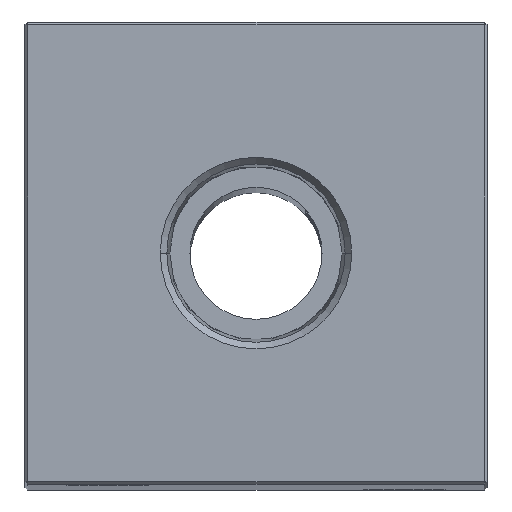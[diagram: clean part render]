
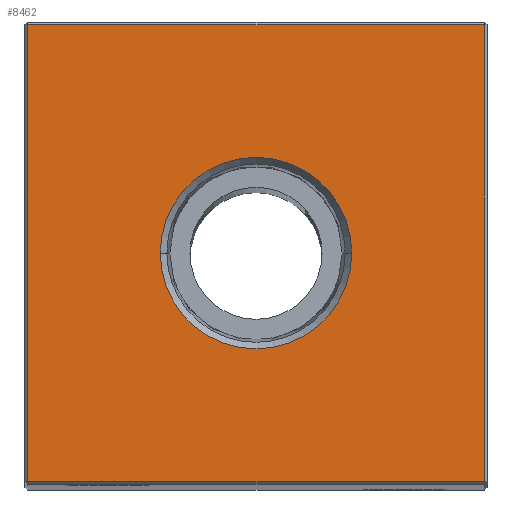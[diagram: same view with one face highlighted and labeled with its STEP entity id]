
A CAD part, top view. The second image highlights one B-rep face of the part: STEP entity #8462.
In plain terms, the highlighted planar face has unit normal (0, 0, 1).
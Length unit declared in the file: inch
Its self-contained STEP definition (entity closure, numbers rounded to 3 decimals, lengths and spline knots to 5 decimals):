
#114 = EDGE_CURVE ( 'NONE', #7058, #29496, #30923, .T. ) ;
#847 = CARTESIAN_POINT ( 'NONE',  ( 0.865, 0.865, 12.5 ) ) ;
#890 = CARTESIAN_POINT ( 'NONE',  ( -0.3626, 0., 12.5 ) ) ;
#1016 = CIRCLE ( 'NONE', #19107, 0.3626 ) ;
#1136 = DIRECTION ( 'NONE',  ( 1., 0., 0. ) ) ;
#2787 = LINE ( 'NONE', #12780, #28601 ) ;
#3378 = PLANE ( 'NONE',  #6397 ) ;
#4623 = VERTEX_POINT ( 'NONE', #18819 ) ;
#5028 = CARTESIAN_POINT ( 'NONE',  ( 0., -0.865, 12.5 ) ) ;
#5255 = VECTOR ( 'NONE', #18671, 39.37008 ) ;
#6156 = CARTESIAN_POINT ( 'NONE',  ( 0., 0., 12.5 ) ) ;
#6397 = AXIS2_PLACEMENT_3D ( 'NONE', #6156, #16082, #25884 ) ;
#6469 = EDGE_CURVE ( 'NONE', #29496, #12338, #2787, .T. ) ;
#6584 = CIRCLE ( 'NONE', #24665, 0.3626 ) ;
#6636 = EDGE_CURVE ( 'NONE', #12338, #4623, #27191, .T. ) ;
#6723 = DIRECTION ( 'NONE',  ( 0., 1., 0. ) ) ;
#7058 = VERTEX_POINT ( 'NONE', #847 ) ;
#7610 = EDGE_LOOP ( 'NONE', ( #10016, #19796, #19218, #21328 ) ) ;
#8017 = EDGE_CURVE ( 'NONE', #4623, #7058, #19008, .T. ) ;
#8462 = ADVANCED_FACE ( 'NONE', ( #15774, #25551 ), #3378, .F. ) ;
#8572 = VECTOR ( 'NONE', #15010, 39.37008 ) ;
#8844 = CARTESIAN_POINT ( 'NONE',  ( 0., 0.865, 12.5 ) ) ;
#8944 = CARTESIAN_POINT ( 'NONE',  ( 0.3626, 0., 12.5 ) ) ;
#9554 = DIRECTION ( 'NONE',  ( 1., 0., 0. ) ) ;
#10016 = ORIENTED_EDGE ( 'NONE', *, *, #6469, .T. ) ;
#11461 = EDGE_CURVE ( 'NONE', #21571, #26436, #6584, .T. ) ;
#12338 = VERTEX_POINT ( 'NONE', #31877 ) ;
#12409 = EDGE_LOOP ( 'NONE', ( #31330, #31600 ) ) ;
#12653 = EDGE_CURVE ( 'NONE', #26436, #21571, #1016, .T. ) ;
#12780 = CARTESIAN_POINT ( 'NONE',  ( -0.865, 0., 12.5 ) ) ;
#13551 = CARTESIAN_POINT ( 'NONE',  ( 0., 0., 12.5 ) ) ;
#15010 = DIRECTION ( 'NONE',  ( 1., 0., 0. ) ) ;
#15774 = FACE_OUTER_BOUND ( 'NONE', #7610, .T. ) ;
#16082 = DIRECTION ( 'NONE',  ( 0., 0., -1. ) ) ;
#18671 = DIRECTION ( 'NONE',  ( -1., 0., 0. ) ) ;
#18819 = CARTESIAN_POINT ( 'NONE',  ( 0.865, -0.865, 12.5 ) ) ;
#19008 = LINE ( 'NONE', #28830, #25209 ) ;
#19107 = AXIS2_PLACEMENT_3D ( 'NONE', #13551, #23256, #1136 ) ;
#19218 = ORIENTED_EDGE ( 'NONE', *, *, #8017, .T. ) ;
#19796 = ORIENTED_EDGE ( 'NONE', *, *, #6636, .T. ) ;
#21328 = ORIENTED_EDGE ( 'NONE', *, *, #114, .T. ) ;
#21571 = VERTEX_POINT ( 'NONE', #8944 ) ;
#21781 = CARTESIAN_POINT ( 'NONE',  ( 0., 0., 12.5 ) ) ;
#22509 = DIRECTION ( 'NONE',  ( 0., -1., 0. ) ) ;
#23256 = DIRECTION ( 'NONE',  ( 0., 0., 1. ) ) ;
#24665 = AXIS2_PLACEMENT_3D ( 'NONE', #21781, #31620, #9554 ) ;
#25209 = VECTOR ( 'NONE', #6723, 39.37008 ) ;
#25551 = FACE_BOUND ( 'NONE', #12409, .T. ) ;
#25884 = DIRECTION ( 'NONE',  ( -1., 0., 0. ) ) ;
#26436 = VERTEX_POINT ( 'NONE', #890 ) ;
#27191 = LINE ( 'NONE', #5028, #8572 ) ;
#28601 = VECTOR ( 'NONE', #22509, 39.37008 ) ;
#28830 = CARTESIAN_POINT ( 'NONE',  ( 0.865, 0., 12.5 ) ) ;
#29496 = VERTEX_POINT ( 'NONE', #30247 ) ;
#30247 = CARTESIAN_POINT ( 'NONE',  ( -0.865, 0.865, 12.5 ) ) ;
#30923 = LINE ( 'NONE', #8844, #5255 ) ;
#31330 = ORIENTED_EDGE ( 'NONE', *, *, #11461, .F. ) ;
#31600 = ORIENTED_EDGE ( 'NONE', *, *, #12653, .F. ) ;
#31620 = DIRECTION ( 'NONE',  ( 0., 0., 1. ) ) ;
#31877 = CARTESIAN_POINT ( 'NONE',  ( -0.865, -0.865, 12.5 ) ) ;
